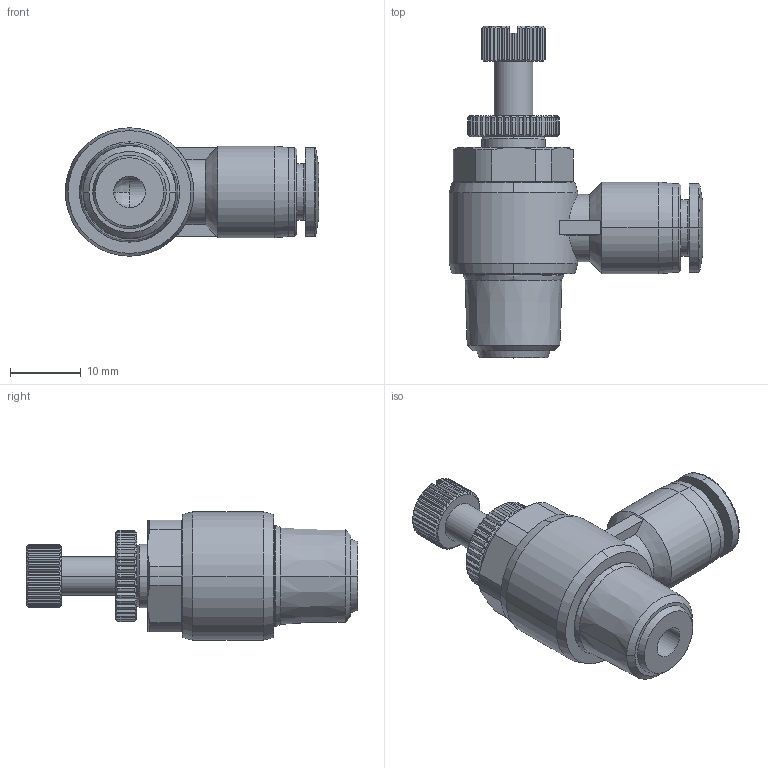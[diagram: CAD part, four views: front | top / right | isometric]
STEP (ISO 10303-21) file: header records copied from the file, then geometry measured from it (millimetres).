
FILE_DESCRIPTION (( 'STEP AP214' ), '1' );
FILE_NAME ('FVS14-14N.step', '2016-02-24T20:37:31', ( '' ), ( '' ), 'SwSTEP 2.0', 'SolidWorks 2015', '' );
FILE_SCHEMA (( 'AUTOMOTIVE_DESIGN' ));
Length unit declared in the file: inch
Products named in the file (1): FVS14-14N
Bounding box: 35.9 x 47 x 18.2 mm (x, y, z)
Volume: 8024.9 mm3; surface area: 4340.3 mm2
Topology: 1 solids, 1 shells, 424 faces, 1042 edges, 629 vertices
Faces by surface type: plane 186, cone 114, cylinder 112, bspline 10, torus 2
Entity records: 18377 total; most frequent: CARTESIAN_POINT 3302, ORIENTED_EDGE 2080, DIRECTION 1903, EDGE_CURVE 1040, AXIS2_PLACEMENT_3D 786, VERTEX_POINT 629, EDGE_LOOP 437, LENGTH_MEASURE_WITH_UNIT 427
